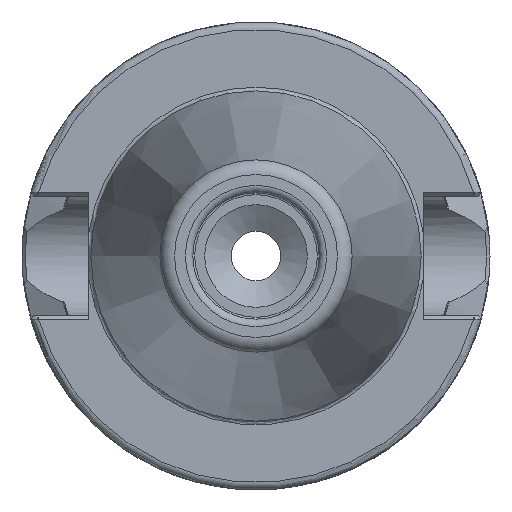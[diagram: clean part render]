
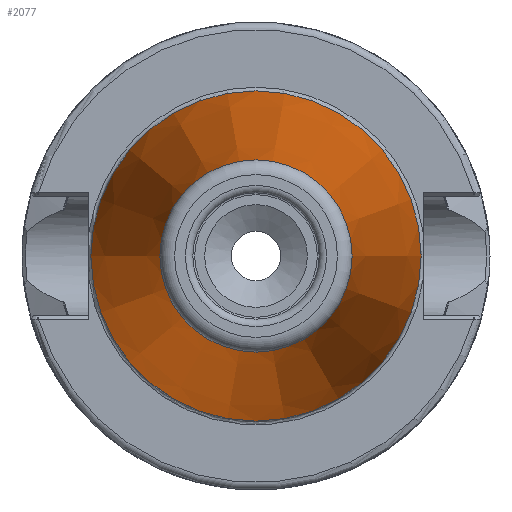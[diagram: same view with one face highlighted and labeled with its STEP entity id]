
A CAD part, left-side view. The second image highlights one B-rep face of the part: STEP entity #2077.
In plain terms, the highlighted conical face has half-angle 8.297 degrees and reference radius 17.581 mm.
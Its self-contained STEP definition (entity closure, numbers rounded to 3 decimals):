
#242=LINE('',#4120,#337);
#337=VECTOR('',#2763,17.581);
#377=CONICAL_SURFACE('',#2289,17.581,0.145);
#455=FACE_OUTER_BOUND('',#574,.T.);
#574=EDGE_LOOP('',(#1725,#1726,#1727,#1728,#1729,#1730,#1731));
#713=CIRCLE('',#2285,12.937);
#714=CIRCLE('',#2286,12.937);
#715=CIRCLE('',#2287,12.937);
#717=CIRCLE('',#2290,22.225);
#718=CIRCLE('',#2291,22.225);
#929=VERTEX_POINT('',#4108);
#930=VERTEX_POINT('',#4109);
#931=VERTEX_POINT('',#4111);
#932=VERTEX_POINT('',#4116);
#933=VERTEX_POINT('',#4117);
#1215=EDGE_CURVE('',#929,#930,#713,.T.);
#1216=EDGE_CURVE('',#931,#929,#714,.T.);
#1217=EDGE_CURVE('',#930,#931,#715,.T.);
#1219=EDGE_CURVE('',#932,#933,#717,.T.);
#1220=EDGE_CURVE('',#933,#932,#718,.T.);
#1221=EDGE_CURVE('',#933,#931,#242,.T.);
#1725=ORIENTED_EDGE('',*,*,#1219,.F.);
#1726=ORIENTED_EDGE('',*,*,#1220,.F.);
#1727=ORIENTED_EDGE('',*,*,#1221,.T.);
#1728=ORIENTED_EDGE('',*,*,#1216,.T.);
#1729=ORIENTED_EDGE('',*,*,#1215,.T.);
#1730=ORIENTED_EDGE('',*,*,#1217,.T.);
#1731=ORIENTED_EDGE('',*,*,#1221,.F.);
#2077=ADVANCED_FACE('',(#455),#377,.T.);
#2285=AXIS2_PLACEMENT_3D('',#4110,#2749,#2750);
#2286=AXIS2_PLACEMENT_3D('',#4112,#2751,#2752);
#2287=AXIS2_PLACEMENT_3D('',#4113,#2753,#2754);
#2289=AXIS2_PLACEMENT_3D('',#4115,#2757,#2758);
#2290=AXIS2_PLACEMENT_3D('',#4118,#2759,#2760);
#2291=AXIS2_PLACEMENT_3D('',#4119,#2761,#2762);
#2749=DIRECTION('center_axis',(1.,0.,0.));
#2750=DIRECTION('ref_axis',(0.,0.,-1.));
#2751=DIRECTION('center_axis',(1.,0.,0.));
#2752=DIRECTION('ref_axis',(0.,0.,-1.));
#2753=DIRECTION('center_axis',(1.,0.,0.));
#2754=DIRECTION('ref_axis',(0.,0.,-1.));
#2757=DIRECTION('center_axis',(1.,0.,0.));
#2758=DIRECTION('ref_axis',(0.,1.,0.));
#2759=DIRECTION('center_axis',(1.,0.,0.));
#2760=DIRECTION('ref_axis',(0.,0.,-1.));
#2761=DIRECTION('center_axis',(1.,0.,0.));
#2762=DIRECTION('ref_axis',(0.,0.,-1.));
#2763=DIRECTION('',(-0.99,0.144,0.));
#4108=CARTESIAN_POINT('',(-63.689,12.937,0.));
#4109=CARTESIAN_POINT('',(-63.689,0.,12.937));
#4110=CARTESIAN_POINT('Origin',(-63.689,0.,
0.));
#4111=CARTESIAN_POINT('',(-63.689,-12.937,0.));
#4112=CARTESIAN_POINT('Origin',(-63.689,0.,
0.));
#4113=CARTESIAN_POINT('Origin',(-63.689,0.,
0.));
#4115=CARTESIAN_POINT('Origin',(-31.844,0.,
0.));
#4116=CARTESIAN_POINT('',(0.,22.225,0.));
#4117=CARTESIAN_POINT('',(0.,-22.225,0.));
#4118=CARTESIAN_POINT('Origin',(0.,0.,
0.));
#4119=CARTESIAN_POINT('Origin',(0.,0.,
0.));
#4120=CARTESIAN_POINT('',(-31.844,-17.581,0.));
